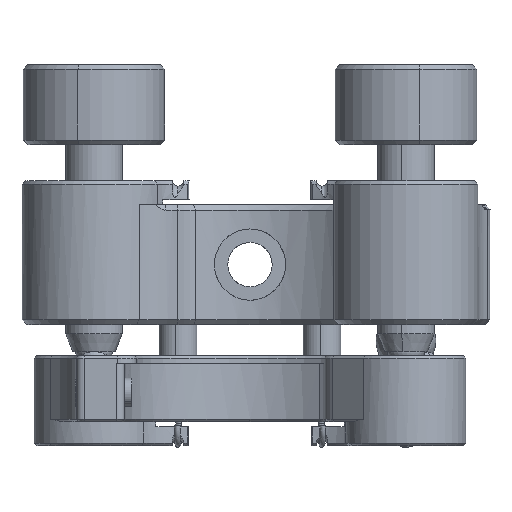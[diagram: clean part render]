
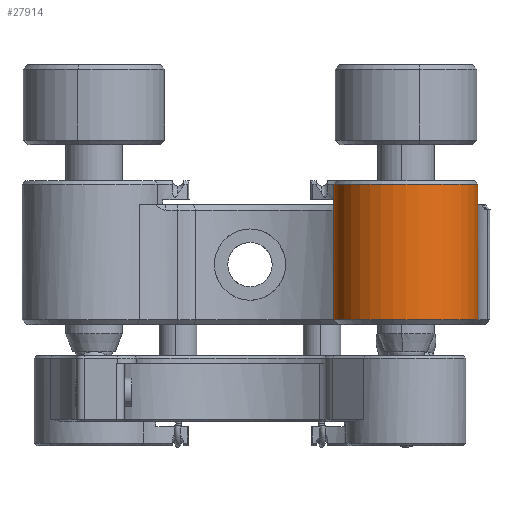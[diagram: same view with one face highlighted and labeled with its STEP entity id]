
A CAD part, left-side view. The second image highlights one B-rep face of the part: STEP entity #27914.
In plain terms, the highlighted cylindrical face has radius 7.62 mm (diameter 15.24 mm), a partial arc.
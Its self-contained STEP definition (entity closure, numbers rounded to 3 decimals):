
#466 = CARTESIAN_POINT ( 'NONE',  ( 16.481, 45.134, 40.536 ) ) ;
#577 = DIRECTION ( 'NONE',  ( 0., 0., -1. ) ) ;
#1153 = CARTESIAN_POINT ( 'NONE',  ( 8.861, 45.134, 26.185 ) ) ;
#1445 = CARTESIAN_POINT ( 'NONE',  ( 1.241, 45.134, 40.917 ) ) ;
#1464 = CARTESIAN_POINT ( 'NONE',  ( 16.481, 45.134, 40.917 ) ) ;
#2333 = LINE ( 'NONE', #12147, #6771 ) ;
#3363 = EDGE_CURVE ( 'NONE', #23184, #25246, #26125, .T. ) ;
#3396 = EDGE_LOOP ( 'NONE', ( #12868, #16648, #21491, #23165, #22625 ) ) ;
#5194 = CIRCLE ( 'NONE', #7732, 7.62 ) ;
#6432 = AXIS2_PLACEMENT_3D ( 'NONE', #1153, #23295, #30246 ) ;
#6771 = VECTOR ( 'NONE', #23832, 1000. ) ;
#7547 = FACE_OUTER_BOUND ( 'NONE', #3396, .T. ) ;
#7732 = AXIS2_PLACEMENT_3D ( 'NONE', #27423, #15412, #20635 ) ;
#7775 = AXIS2_PLACEMENT_3D ( 'NONE', #12450, #577, #17968 ) ;
#9185 = VECTOR ( 'NONE', #25303, 1000. ) ;
#9771 = EDGE_CURVE ( 'NONE', #29047, #23184, #20746, .T. ) ;
#12147 = CARTESIAN_POINT ( 'NONE',  ( 1.241, 45.134, 40.917 ) ) ;
#12450 = CARTESIAN_POINT ( 'NONE',  ( 8.861, 45.134, 40.917 ) ) ;
#12868 = ORIENTED_EDGE ( 'NONE', *, *, #26925, .T. ) ;
#13768 = EDGE_CURVE ( 'NONE', #24650, #21976, #17886, .T. ) ;
#15412 = DIRECTION ( 'NONE',  ( 0., 0., -1. ) ) ;
#16186 = CARTESIAN_POINT ( 'NONE',  ( 16.481, 45.134, 26.185 ) ) ;
#16648 = ORIENTED_EDGE ( 'NONE', *, *, #9771, .T. ) ;
#17886 = LINE ( 'NONE', #1445, #9185 ) ;
#17968 = DIRECTION ( 'NONE',  ( -1., 0., 0. ) ) ;
#18167 = CARTESIAN_POINT ( 'NONE',  ( 1.241, 45.134, 40.536 ) ) ;
#18380 = DIRECTION ( 'NONE',  ( 0., 0., -1. ) ) ;
#20635 = DIRECTION ( 'NONE',  ( -1., 0., 0. ) ) ;
#20746 = LINE ( 'NONE', #1464, #30686 ) ;
#21491 = ORIENTED_EDGE ( 'NONE', *, *, #3363, .T. ) ;
#21976 = VERTEX_POINT ( 'NONE', #28339 ) ;
#22625 = ORIENTED_EDGE ( 'NONE', *, *, #13768, .F. ) ;
#23165 = ORIENTED_EDGE ( 'NONE', *, *, #27810, .F. ) ;
#23184 = VERTEX_POINT ( 'NONE', #16186 ) ;
#23295 = DIRECTION ( 'NONE',  ( 0., 0., 1. ) ) ;
#23832 = DIRECTION ( 'NONE',  ( 0., 0., -1. ) ) ;
#24650 = VERTEX_POINT ( 'NONE', #18167 ) ;
#25246 = VERTEX_POINT ( 'NONE', #25712 ) ;
#25303 = DIRECTION ( 'NONE',  ( 0., 0., -1. ) ) ;
#25712 = CARTESIAN_POINT ( 'NONE',  ( 1.241, 45.134, 26.185 ) ) ;
#26125 = CIRCLE ( 'NONE', #6432, 7.62 ) ;
#26820 = CYLINDRICAL_SURFACE ( 'NONE', #7775, 7.62 ) ;
#26925 = EDGE_CURVE ( 'NONE', #24650, #29047, #5194, .T. ) ;
#27423 = CARTESIAN_POINT ( 'NONE',  ( 8.861, 45.134, 40.536 ) ) ;
#27810 = EDGE_CURVE ( 'NONE', #21976, #25246, #2333, .T. ) ;
#27914 = ADVANCED_FACE ( 'NONE', ( #7547 ), #26820, .T. ) ;
#28339 = CARTESIAN_POINT ( 'NONE',  ( 1.241, 45.134, 38.377 ) ) ;
#29047 = VERTEX_POINT ( 'NONE', #466 ) ;
#30246 = DIRECTION ( 'NONE',  ( -1., 0., 0. ) ) ;
#30686 = VECTOR ( 'NONE', #18380, 1000. ) ;
